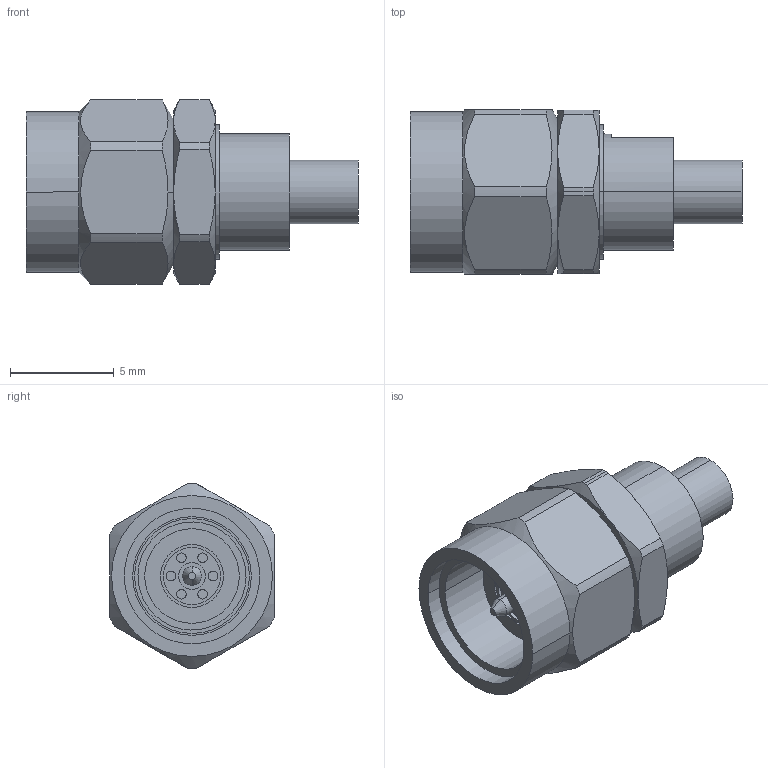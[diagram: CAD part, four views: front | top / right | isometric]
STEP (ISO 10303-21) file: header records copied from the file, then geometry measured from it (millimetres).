
FILE_DESCRIPTION (( 'STEP AP214' ), '1' );
FILE_NAME ('FMCN1430_3D.step', '2023-05-10T04:56:15', ( '' ), ( '' ), 'SwSTEP 2.0', 'SolidWorks 2022', '' );
FILE_SCHEMA (( 'AUTOMOTIVE_DESIGN' ));
Length unit declared in the file: millimetre
Products named in the file (1): FMCN1430_3D
Bounding box: 15.99 x 7.92 x 8.89 mm (x, y, z)
Volume: 462.6 mm3; surface area: 728.6 mm2
Topology: 1 solids, 2 shells, 128 faces, 293 edges, 190 vertices
Faces by surface type: cylinder 69, plane 39, cone 20
Entity records: 4263 total; most frequent: CARTESIAN_POINT 812, DIRECTION 671, ORIENTED_EDGE 586, EDGE_CURVE 293, AXIS2_PLACEMENT_3D 289, VERTEX_POINT 190, EDGE_LOOP 161, CIRCLE 160
